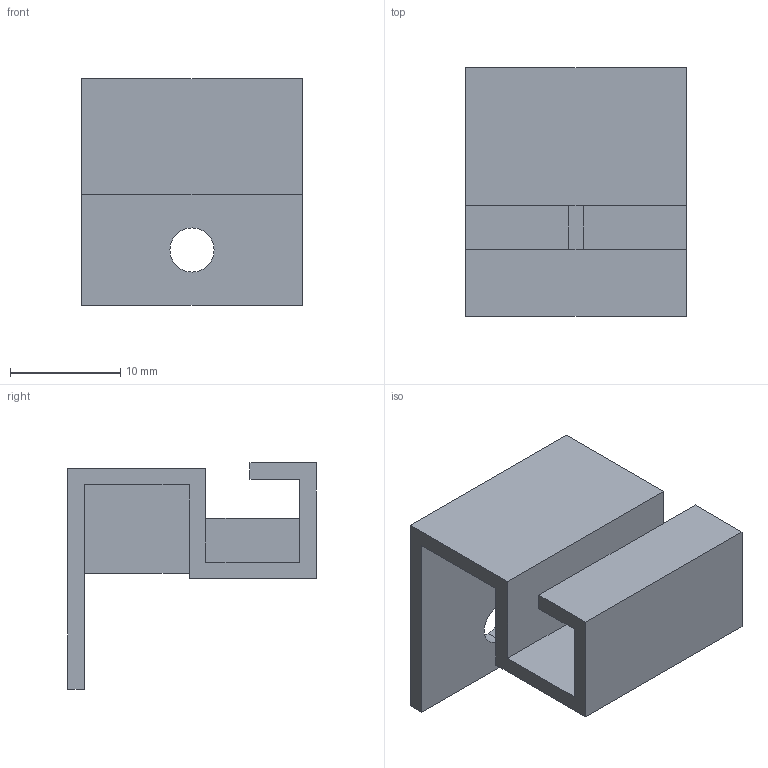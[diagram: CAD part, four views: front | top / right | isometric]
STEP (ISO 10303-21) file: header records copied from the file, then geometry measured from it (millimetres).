
FILE_DESCRIPTION (( 'STEP AP214' ), '1' );
FILE_NAME ('F000691_3D.step', '2022-10-10T14:05:16', ( '' ), ( '' ), 'SwSTEP 2.0', 'SolidWorks 2020', '' );
FILE_SCHEMA (( 'AUTOMOTIVE_DESIGN' ));
Length unit declared in the file: millimetre
Products named in the file (1): F000691_3D
Bounding box: 20 x 22.5 x 20.5 mm (x, y, z)
Volume: 2025.2 mm3; surface area: 2949.1 mm2
Topology: 1 solids, 1 shells, 26 faces, 72 edges, 48 vertices
Faces by surface type: plane 24, cylinder 2
Entity records: 858 total; most frequent: CARTESIAN_POINT 147, ORIENTED_EDGE 144, DIRECTION 130, EDGE_CURVE 72, VECTOR 68, LINE 68, VERTEX_POINT 48, AXIS2_PLACEMENT_3D 31
